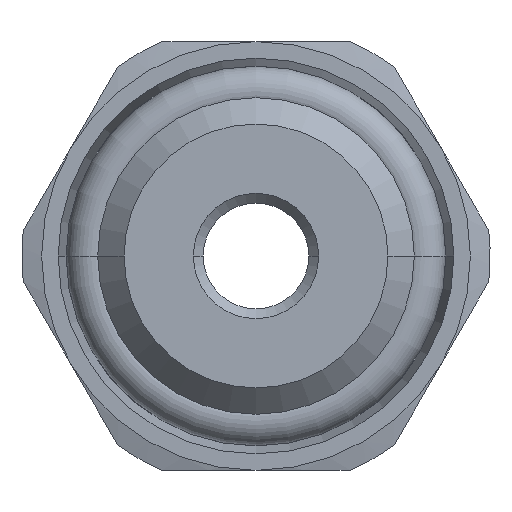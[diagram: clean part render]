
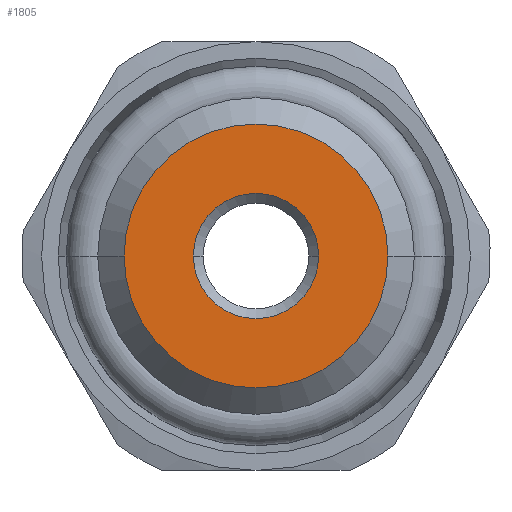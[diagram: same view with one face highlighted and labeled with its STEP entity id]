
A CAD part, front view. The second image highlights one B-rep face of the part: STEP entity #1805.
In plain terms, the highlighted planar face has unit normal (0, -1, 0).
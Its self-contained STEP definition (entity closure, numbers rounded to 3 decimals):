
#442=CARTESIAN_POINT('',(0.,-5.,0.));
#443=DIRECTION('',(0.,-1.,0.));
#444=DIRECTION('',(1.,0.,0.));
#445=AXIS2_PLACEMENT_3D('',#442,#443,#444);
#447=CARTESIAN_POINT('',(0.,-5.,0.));
#448=DIRECTION('',(0.,-1.,0.));
#449=DIRECTION('',(-1.,0.,0.));
#450=AXIS2_PLACEMENT_3D('',#447,#448,#449);
#452=CARTESIAN_POINT('',(0.,-5.,0.));
#453=DIRECTION('',(0.,-1.,0.));
#454=DIRECTION('',(1.,0.,0.));
#455=AXIS2_PLACEMENT_3D('',#452,#453,#454);
#457=CARTESIAN_POINT('',(0.,-5.,0.));
#458=DIRECTION('',(0.,-1.,0.));
#459=DIRECTION('',(-1.,0.,0.));
#460=AXIS2_PLACEMENT_3D('',#457,#458,#459);
#966=CARTESIAN_POINT('',(4.,-5.,0.));
#967=VERTEX_POINT('',#966);
#968=CARTESIAN_POINT('',(-4.,-5.,0.));
#969=VERTEX_POINT('',#968);
#978=CARTESIAN_POINT('',(1.9,-5.,0.));
#979=CARTESIAN_POINT('',(-1.9,-5.,0.));
#980=VERTEX_POINT('',#978);
#981=VERTEX_POINT('',#979);
#1790=CARTESIAN_POINT('',(0.,-5.,0.));
#1791=DIRECTION('',(0.,1.,0.));
#1792=DIRECTION('',(0.,0.,1.));
#1793=AXIS2_PLACEMENT_3D('',#1790,#1791,#1792);
#1794=PLANE('',#1793);
#1795=ORIENTED_EDGE('',*,*,#1783,.F.);
#1796=ORIENTED_EDGE('',*,*,#1772,.F.);
#1797=EDGE_LOOP('',(#1795,#1796));
#1798=FACE_OUTER_BOUND('',#1797,.F.);
#1800=ORIENTED_EDGE('',*,*,#1799,.T.);
#1802=ORIENTED_EDGE('',*,*,#1801,.T.);
#1803=EDGE_LOOP('',(#1800,#1802));
#1804=FACE_BOUND('',#1803,.F.);
#1805=ADVANCED_FACE('',(#1798,#1804),#1794,.F.);
#446=CIRCLE('',#445,4.);
#451=CIRCLE('',#450,4.);
#456=CIRCLE('',#455,1.9);
#461=CIRCLE('',#460,1.9);
#1772=EDGE_CURVE('',#969,#967,#451,.T.);
#1783=EDGE_CURVE('',#967,#969,#446,.T.);
#1799=EDGE_CURVE('',#980,#981,#456,.T.);
#1801=EDGE_CURVE('',#981,#980,#461,.T.);
